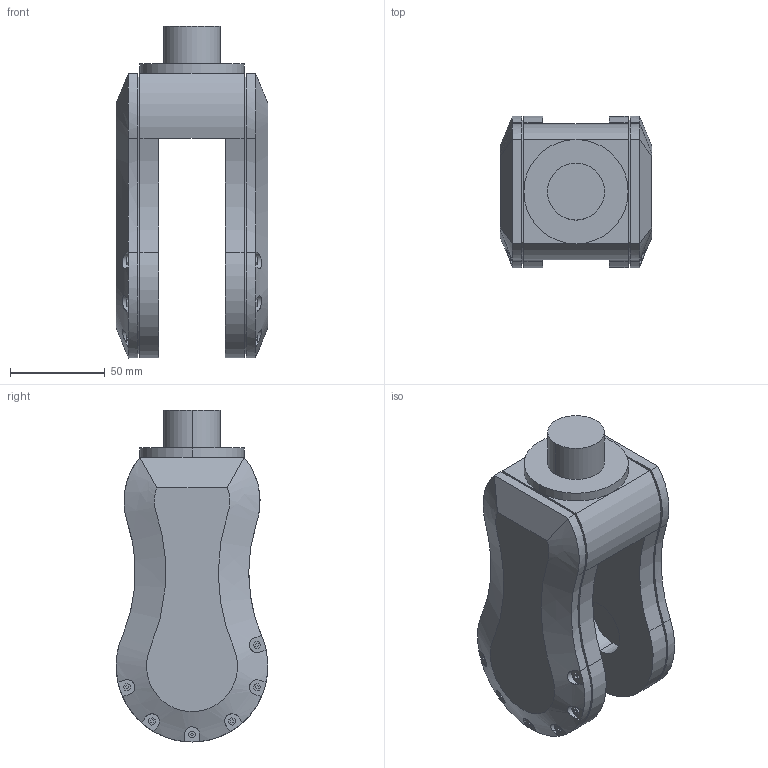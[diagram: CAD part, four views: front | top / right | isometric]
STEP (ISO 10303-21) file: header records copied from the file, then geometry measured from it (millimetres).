
FILE_DESCRIPTION (( 'STEP AP203' ), '1' );
FILE_NAME ('Link3b_Default_sldprt.STEP', '2024-12-27T18:18:24', ( '' ), ( '' ), 'SwSTEP 2.0', 'SolidWorks 2023', '' );
FILE_SCHEMA (( 'CONFIG_CONTROL_DESIGN' ));
Length unit declared in the file: millimetre
Products named in the file (1): Link3b_Default_sldprt
Bounding box: 80 x 79.88 x 175 mm (x, y, z)
Volume: 496052.3 mm3; surface area: 64112.1 mm2
Topology: 1 solids, 1 shells, 286 faces, 740 edges, 487 vertices
Faces by surface type: plane 227, cylinder 57, bspline 2
Entity records: 9654 total; most frequent: CARTESIAN_POINT 2680, ORIENTED_EDGE 1480, DIRECTION 1309, EDGE_CURVE 740, LINE 553, VECTOR 553, VERTEX_POINT 487, AXIS2_PLACEMENT_3D 378
